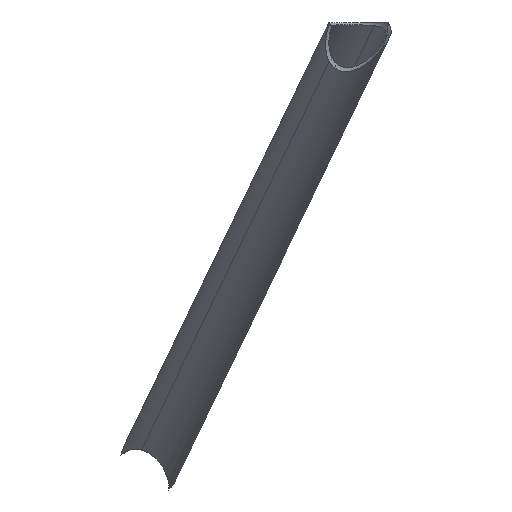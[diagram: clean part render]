
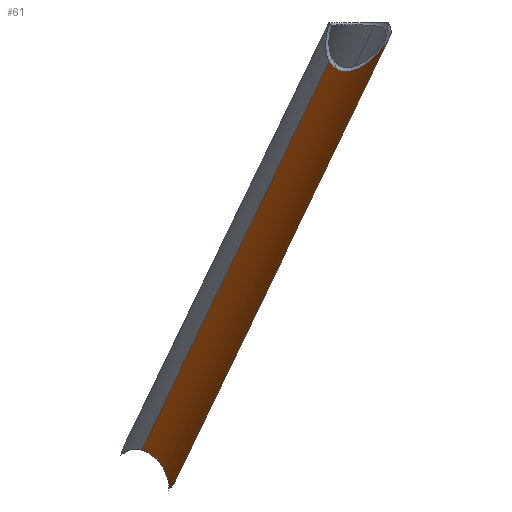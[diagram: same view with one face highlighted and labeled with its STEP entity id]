
A CAD part, left-side view. The second image highlights one B-rep face of the part: STEP entity #61.
In plain terms, the highlighted cylindrical face has radius 12.5 mm (diameter 25 mm), a partial arc.
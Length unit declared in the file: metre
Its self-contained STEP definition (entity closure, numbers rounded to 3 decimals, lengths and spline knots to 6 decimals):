
#61=ADVANCED_FACE('0:59',(#118),#119,.T.);
#118=FACE_OUTER_BOUND('',#168,.T.);
#119=CYLINDRICAL_SURFACE('',#169,0.0125);
#168=EDGE_LOOP('',(#289,#290,#291,#292,#293,#294,#295,#296,#297,#298,#299,#300));
#169=AXIS2_PLACEMENT_3D('',#301,#302,#303);
#289=ORIENTED_EDGE('',*,*,#329,.T.);
#290=ORIENTED_EDGE('',*,*,#346,.F.);
#291=ORIENTED_EDGE('',*,*,#372,.F.);
#292=ORIENTED_EDGE('',*,*,#371,.T.);
#293=ORIENTED_EDGE('',*,*,#324,.T.);
#294=ORIENTED_EDGE('',*,*,#332,.T.);
#295=ORIENTED_EDGE('',*,*,#365,.F.);
#296=ORIENTED_EDGE('',*,*,#362,.T.);
#297=ORIENTED_EDGE('',*,*,#368,.F.);
#298=ORIENTED_EDGE('',*,*,#356,.T.);
#299=ORIENTED_EDGE('',*,*,#355,.T.);
#300=ORIENTED_EDGE('',*,*,#353,.T.);
#301=CARTESIAN_POINT('',(-0.07345,-0.199466,0.036678));
#302=DIRECTION('',(0.854,0.226,-0.468));
#303=DIRECTION('',(-0.468,0.726,-0.503));
#324=EDGE_CURVE('0:125',#385,#383,#386,.T.);
#329=EDGE_CURVE('',#393,#394,#395,.T.);
#332=EDGE_CURVE('',#383,#398,#400,.T.);
#346=EDGE_CURVE('',#421,#394,#424,.T.);
#353=EDGE_CURVE('',#429,#393,#433,.T.);
#355=EDGE_CURVE('0:68',#435,#429,#436,.T.);
#356=EDGE_CURVE('0:71',#437,#435,#438,.T.);
#362=EDGE_CURVE('0:89',#447,#445,#448,.T.);
#365=EDGE_CURVE('0:95',#447,#398,#451,.T.);
#368=EDGE_CURVE('0:101',#437,#445,#454,.T.);
#371=EDGE_CURVE('0:104',#457,#385,#458,.T.);
#372=EDGE_CURVE('0:107',#457,#421,#459,.T.);
#383=VERTEX_POINT('',#471);
#385=VERTEX_POINT('',#502);
#386=B_SPLINE_CURVE_WITH_KNOTS('',3,(#503,#504,#505,#506,#507,#508,#509,#510,#511,#512,#513,#514,#515,#516,#517,#518,#519,#520,#521,#522,#523,#524,#525,#526,#527,#528,#529,#530,#531,#532),.UNSPECIFIED.,.F.,.F.,(4,2,2,2,2,2,2,2,2,2,2,2,2,2,4),(0.0,5.281117,10.562233,14.082978,17.603722,21.124466,28.165955,35.207444,42.248933,45.769677,49.290422,52.811166,56.331911,62.65734,69.22536),.UNSPECIFIED.);
#393=VERTEX_POINT('',#591);
#394=VERTEX_POINT('',#592);
#395=LINE('',#593,#594);
#398=VERTEX_POINT('',#597);
#400=LINE('',#599,#600);
#421=VERTEX_POINT('',#783);
#424=ELLIPSE('',#787,0.043297,0.0125);
#429=VERTEX_POINT('',#828);
#433=ELLIPSE('',#869,0.025434,0.0125);
#435=VERTEX_POINT('',#871);
#436=ELLIPSE('',#872,0.025434,0.0125);
#437=VERTEX_POINT('',#873);
#438=B_SPLINE_CURVE_WITH_KNOTS('',3,(#874,#875,#876,#877),.UNSPECIFIED.,.F.,.F.,(4,4),(8.61307,12.115177),.UNSPECIFIED.);
#445=VERTEX_POINT('',#923);
#447=VERTEX_POINT('',#925);
#448=ELLIPSE('',#926,0.014353,0.0125);
#451=ELLIPSE('',#929,0.02751,0.0125);
#454=ELLIPSE('',#962,0.014032,0.0125);
#457=VERTEX_POINT('',#998);
#458=B_SPLINE_CURVE_WITH_KNOTS('',3,(#999,#1000,#1001,#1002),.UNSPECIFIED.,.F.,.F.,(4,4),(0.0,5.634217),.UNSPECIFIED.);
#459=ELLIPSE('',#1003,0.043297,0.0125);
#471=CARTESIAN_POINT('',(-0.007929,-0.192733,0.010247));
#502=CARTESIAN_POINT('',(-0.010167,-0.191029,-0.007707));
#503=CARTESIAN_POINT('',(-0.010167,-0.191029,-0.007707));
#504=CARTESIAN_POINT('',(-0.009389,-0.191746,-0.007157));
#505=CARTESIAN_POINT('',(-0.00856,-0.192353,-0.006495));
#506=CARTESIAN_POINT('',(-0.006974,-0.193313,-0.004902));
#507=CARTESIAN_POINT('',(-0.006212,-0.193666,-0.003962));
#508=CARTESIAN_POINT('',(-0.005299,-0.194038,-0.002136));
#509=CARTESIAN_POINT('',(-0.005038,-0.194129,-0.001337));
#510=CARTESIAN_POINT('',(-0.004783,-0.194218,0.000317));
#511=CARTESIAN_POINT('',(-0.004787,-0.194216,0.001165));
#512=CARTESIAN_POINT('',(-0.004983,-0.194148,0.002833));
#513=CARTESIAN_POINT('',(-0.005171,-0.194083,0.003654));
#514=CARTESIAN_POINT('',(-0.005886,-0.193806,0.006054));
#515=CARTESIAN_POINT('',(-0.006556,-0.193517,0.007579));
#516=CARTESIAN_POINT('',(-0.008025,-0.192701,0.010488));
#517=CARTESIAN_POINT('',(-0.008832,-0.192172,0.011875));
#518=CARTESIAN_POINT('',(-0.010491,-0.190776,0.014446));
#519=CARTESIAN_POINT('',(-0.011348,-0.189906,0.015637));
#520=CARTESIAN_POINT('',(-0.012562,-0.188226,0.017075));
#521=CARTESIAN_POINT('',(-0.012953,-0.187603,0.017493));
#522=CARTESIAN_POINT('',(-0.013667,-0.18623,0.018136));
#523=CARTESIAN_POINT('',(-0.013988,-0.185479,0.018359));
#524=CARTESIAN_POINT('',(-0.014505,-0.18391,0.018543));
#525=CARTESIAN_POINT('',(-0.014699,-0.183096,0.018504));
#526=CARTESIAN_POINT('',(-0.014946,-0.181505,0.018185));
#527=CARTESIAN_POINT('',(-0.015,-0.180729,0.017907));
#528=CARTESIAN_POINT('',(-0.015,-0.178689,0.016909));
#529=CARTESIAN_POINT('',(-0.014832,-0.177525,0.016021));
#530=CARTESIAN_POINT('',(-0.014333,-0.175446,0.014008));
#531=CARTESIAN_POINT('',(-0.013989,-0.174514,0.012848));
#532=CARTESIAN_POINT('',(-0.013613,-0.1737,0.011613));
#591=CARTESIAN_POINT('',(-0.328896,-0.256535,0.16725));
#592=CARTESIAN_POINT('',(-0.039461,-0.179826,0.008544));
#593=CARTESIAN_POINT('',(-0.079304,-0.190386,0.030391));
#594=VECTOR('',#1011,1.0);
#597=CARTESIAN_POINT('',(-0.323232,-0.276298,0.183138));
#599=CARTESIAN_POINT('',(-0.067596,-0.208547,0.042965));
#600=VECTOR('',#1018,1.0);
#783=CARTESIAN_POINT('',(-0.022954,-0.190703,-0.003597));
#787=AXIS2_PLACEMENT_3D('',#1025,#1026,#1027);
#828=CARTESIAN_POINT('',(-0.3285,-0.258605,0.164679));
#869=AXIS2_PLACEMENT_3D('',#1032,#1033,#1034);
#871=CARTESIAN_POINT('',(-0.337879,-0.276909,0.171041));
#872=AXIS2_PLACEMENT_3D('',#1035,#1036,#1037);
#873=CARTESIAN_POINT('',(-0.339088,-0.278243,0.172693));
#874=CARTESIAN_POINT('',(-0.339088,-0.278243,0.172693));
#875=CARTESIAN_POINT('',(-0.338685,-0.277814,0.172128));
#876=CARTESIAN_POINT('',(-0.338281,-0.277369,0.171577));
#877=CARTESIAN_POINT('',(-0.337879,-0.276909,0.171041));
#923=CARTESIAN_POINT('',(-0.338051,-0.281787,0.178712));
#925=CARTESIAN_POINT('',(-0.332044,-0.280618,0.183289));
#926=AXIS2_PLACEMENT_3D('',#1044,#1045,#1046);
#929=AXIS2_PLACEMENT_3D('',#1050,#1051,#1052);
#962=AXIS2_PLACEMENT_3D('',#1053,#1054,#1055);
#998=CARTESIAN_POINT('',(-0.013965,-0.191062,-0.006571));
#999=CARTESIAN_POINT('',(-0.013965,-0.191062,-0.006571));
#1000=CARTESIAN_POINT('',(-0.012703,-0.191068,-0.00696));
#1001=CARTESIAN_POINT('',(-0.011436,-0.191057,-0.007338));
#1002=CARTESIAN_POINT('',(-0.010167,-0.191029,-0.007707));
#1003=AXIS2_PLACEMENT_3D('',#1056,#1057,#1058);
#1011=DIRECTION('',(0.854,0.226,-0.468));
#1018=DIRECTION('',(-0.854,-0.226,0.468));
#1025=CARTESIAN_POINT('',(0.,-0.18,-0.003597));
#1026=DIRECTION('',(-0.247,0.53,-0.811));
#1027=DIRECTION('',(0.967,0.077,-0.245));
#1032=CARTESIAN_POINT('',(-0.341,-0.270375,0.183384));
#1033=DIRECTION('',(0.869,-0.312,0.385));
#1034=DIRECTION('',(0.49,0.436,-0.755));
#1035=CARTESIAN_POINT('',(-0.341,-0.270375,0.183384));
#1036=DIRECTION('',(0.869,-0.312,0.385));
#1037=DIRECTION('',(0.49,0.436,-0.755));
#1044=CARTESIAN_POINT('',(-0.341,-0.270375,0.183384));
#1045=DIRECTION('',(0.49,0.436,-0.755));
#1046=DIRECTION('',(0.869,-0.312,0.385));
#1050=CARTESIAN_POINT('',(-0.341,-0.270375,0.183384));
#1051=DIRECTION('',(0.015,0.004,1.));
#1052=DIRECTION('',(0.967,0.256,-0.016));
#1053=CARTESIAN_POINT('',(-0.341,-0.270375,0.183384));
#1054=DIRECTION('',(-0.967,-0.256,0.016));
#1055=DIRECTION('',(0.015,0.004,1.));
#1056=CARTESIAN_POINT('',(0.,-0.18,-0.003597));
#1057=DIRECTION('',(-0.247,0.53,-0.811));
#1058=DIRECTION('',(0.967,0.077,-0.245));
